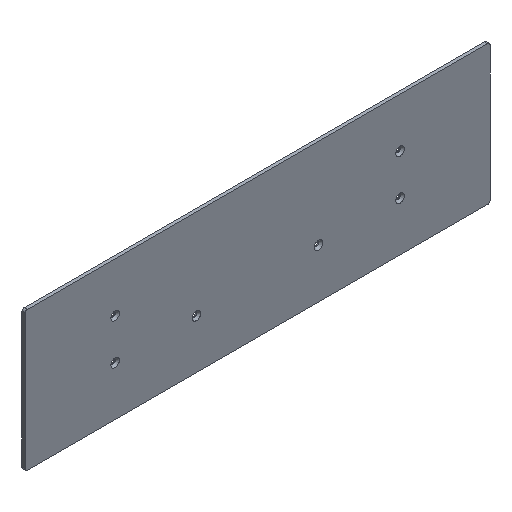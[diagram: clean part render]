
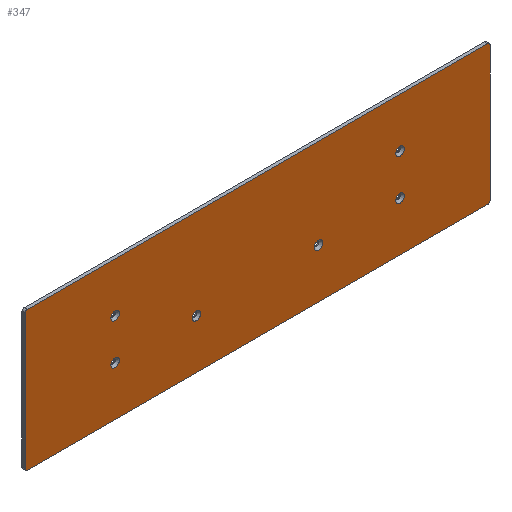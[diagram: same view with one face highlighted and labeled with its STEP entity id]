
A CAD part, isometric view. The second image highlights one B-rep face of the part: STEP entity #347.
In plain terms, the highlighted planar face has unit normal (0, -1, 0).
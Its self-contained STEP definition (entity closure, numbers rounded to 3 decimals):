
#31=FACE_BOUND('',#78,.T.);
#32=FACE_BOUND('',#79,.T.);
#33=FACE_BOUND('',#80,.T.);
#34=FACE_BOUND('',#81,.T.);
#35=FACE_BOUND('',#82,.T.);
#36=FACE_BOUND('',#83,.T.);
#55=FACE_OUTER_BOUND('',#77,.T.);
#77=EDGE_LOOP('',(#257,#258,#259,#260,#261,#262,#263,#264));
#78=EDGE_LOOP('',(#265));
#79=EDGE_LOOP('',(#266));
#80=EDGE_LOOP('',(#267));
#81=EDGE_LOOP('',(#268));
#82=EDGE_LOOP('',(#269));
#83=EDGE_LOOP('',(#270));
#123=CIRCLE('',#372,1.);
#124=CIRCLE('',#373,1.);
#125=CIRCLE('',#374,1.);
#126=CIRCLE('',#375,1.);
#127=CIRCLE('',#376,2.);
#128=CIRCLE('',#377,2.);
#129=CIRCLE('',#378,2.);
#130=CIRCLE('',#379,2.);
#131=CIRCLE('',#380,2.);
#132=CIRCLE('',#381,2.);
#149=LINE('',#537,#165);
#150=LINE('',#541,#166);
#151=LINE('',#545,#167);
#152=LINE('',#549,#168);
#165=VECTOR('',#423,10.);
#166=VECTOR('',#426,10.);
#167=VECTOR('',#429,10.);
#168=VECTOR('',#432,10.);
#181=VERTEX_POINT('',#535);
#182=VERTEX_POINT('',#536);
#183=VERTEX_POINT('',#538);
#184=VERTEX_POINT('',#540);
#185=VERTEX_POINT('',#542);
#186=VERTEX_POINT('',#544);
#187=VERTEX_POINT('',#546);
#188=VERTEX_POINT('',#548);
#189=VERTEX_POINT('',#551);
#190=VERTEX_POINT('',#553);
#191=VERTEX_POINT('',#555);
#192=VERTEX_POINT('',#557);
#193=VERTEX_POINT('',#559);
#194=VERTEX_POINT('',#561);
#215=EDGE_CURVE('',#181,#182,#149,.T.);
#216=EDGE_CURVE('',#183,#182,#123,.T.);
#217=EDGE_CURVE('',#183,#184,#150,.T.);
#218=EDGE_CURVE('',#185,#184,#124,.T.);
#219=EDGE_CURVE('',#185,#186,#151,.T.);
#220=EDGE_CURVE('',#187,#186,#125,.T.);
#221=EDGE_CURVE('',#187,#188,#152,.T.);
#222=EDGE_CURVE('',#181,#188,#126,.T.);
#223=EDGE_CURVE('',#189,#189,#127,.T.);
#224=EDGE_CURVE('',#190,#190,#128,.T.);
#225=EDGE_CURVE('',#191,#191,#129,.T.);
#226=EDGE_CURVE('',#192,#192,#130,.T.);
#227=EDGE_CURVE('',#193,#193,#131,.T.);
#228=EDGE_CURVE('',#194,#194,#132,.T.);
#257=ORIENTED_EDGE('',*,*,#215,.T.);
#258=ORIENTED_EDGE('',*,*,#216,.F.);
#259=ORIENTED_EDGE('',*,*,#217,.T.);
#260=ORIENTED_EDGE('',*,*,#218,.F.);
#261=ORIENTED_EDGE('',*,*,#219,.T.);
#262=ORIENTED_EDGE('',*,*,#220,.F.);
#263=ORIENTED_EDGE('',*,*,#221,.T.);
#264=ORIENTED_EDGE('',*,*,#222,.F.);
#265=ORIENTED_EDGE('',*,*,#223,.T.);
#266=ORIENTED_EDGE('',*,*,#224,.T.);
#267=ORIENTED_EDGE('',*,*,#225,.T.);
#268=ORIENTED_EDGE('',*,*,#226,.T.);
#269=ORIENTED_EDGE('',*,*,#227,.T.);
#270=ORIENTED_EDGE('',*,*,#228,.T.);
#341=PLANE('',#371);
#347=ADVANCED_FACE('',(#55,#31,#32,#33,#34,#35,#36),#341,.T.);
#371=AXIS2_PLACEMENT_3D('',#534,#421,#422);
#372=AXIS2_PLACEMENT_3D('',#539,#424,#425);
#373=AXIS2_PLACEMENT_3D('',#543,#427,#428);
#374=AXIS2_PLACEMENT_3D('',#547,#430,#431);
#375=AXIS2_PLACEMENT_3D('',#550,#433,#434);
#376=AXIS2_PLACEMENT_3D('',#552,#435,#436);
#377=AXIS2_PLACEMENT_3D('',#554,#437,#438);
#378=AXIS2_PLACEMENT_3D('',#556,#439,#440);
#379=AXIS2_PLACEMENT_3D('',#558,#441,#442);
#380=AXIS2_PLACEMENT_3D('',#560,#443,#444);
#381=AXIS2_PLACEMENT_3D('',#562,#445,#446);
#421=DIRECTION('center_axis',(0.,-1.,0.));
#422=DIRECTION('ref_axis',(0.,0.,1.));
#423=DIRECTION('',(1.,0.,0.));
#424=DIRECTION('center_axis',(0.,1.,0.));
#425=DIRECTION('ref_axis',(0.707,0.,-0.707));
#426=DIRECTION('',(0.,0.,1.));
#427=DIRECTION('center_axis',(0.,1.,0.));
#428=DIRECTION('ref_axis',(0.707,0.,0.707));
#429=DIRECTION('',(-1.,0.,0.));
#430=DIRECTION('center_axis',(0.,1.,0.));
#431=DIRECTION('ref_axis',(-0.707,0.,0.707));
#432=DIRECTION('',(0.,0.,-1.));
#433=DIRECTION('center_axis',(0.,1.,0.));
#434=DIRECTION('ref_axis',(-0.707,0.,-0.707));
#435=DIRECTION('center_axis',(0.,1.,0.));
#436=DIRECTION('ref_axis',(0.,0.,1.));
#437=DIRECTION('center_axis',(0.,1.,0.));
#438=DIRECTION('ref_axis',(0.,0.,1.));
#439=DIRECTION('center_axis',(0.,1.,0.));
#440=DIRECTION('ref_axis',(0.,0.,1.));
#441=DIRECTION('center_axis',(0.,1.,0.));
#442=DIRECTION('ref_axis',(0.,0.,1.));
#443=DIRECTION('center_axis',(0.,1.,0.));
#444=DIRECTION('ref_axis',(0.,0.,1.));
#445=DIRECTION('center_axis',(0.,1.,0.));
#446=DIRECTION('ref_axis',(0.,0.,1.));
#534=CARTESIAN_POINT('Origin',(331.269,-1.5,189.71));
#535=CARTESIAN_POINT('',(223.493,-1.5,157.135));
#536=CARTESIAN_POINT('',(439.044,-1.5,157.135));
#537=CARTESIAN_POINT('',(440.044,-1.5,157.135));
#538=CARTESIAN_POINT('',(440.044,-1.5,158.135));
#539=CARTESIAN_POINT('Origin',(439.044,-1.5,158.135));
#540=CARTESIAN_POINT('',(440.044,-1.5,221.286));
#541=CARTESIAN_POINT('',(440.044,-1.5,222.286));
#542=CARTESIAN_POINT('',(439.044,-1.5,222.286));
#543=CARTESIAN_POINT('Origin',(439.044,-1.5,221.286));
#544=CARTESIAN_POINT('',(223.493,-1.5,222.286));
#545=CARTESIAN_POINT('',(222.493,-1.5,222.286));
#546=CARTESIAN_POINT('',(222.493,-1.5,221.286));
#547=CARTESIAN_POINT('Origin',(223.493,-1.5,221.286));
#548=CARTESIAN_POINT('',(222.493,-1.5,158.135));
#549=CARTESIAN_POINT('',(222.493,-1.5,157.135));
#550=CARTESIAN_POINT('Origin',(223.493,-1.5,158.135));
#551=CARTESIAN_POINT('',(264.594,-1.5,201.235));
#552=CARTESIAN_POINT('Origin',(264.594,-1.5,199.235));
#553=CARTESIAN_POINT('',(264.594,-1.5,182.185));
#554=CARTESIAN_POINT('Origin',(264.594,-1.5,180.185));
#555=CARTESIAN_POINT('',(302.694,-1.5,182.185));
#556=CARTESIAN_POINT('Origin',(302.694,-1.5,180.185));
#557=CARTESIAN_POINT('',(359.844,-1.5,182.185));
#558=CARTESIAN_POINT('Origin',(359.844,-1.5,180.185));
#559=CARTESIAN_POINT('',(397.944,-1.5,201.235));
#560=CARTESIAN_POINT('Origin',(397.944,-1.5,199.235));
#561=CARTESIAN_POINT('',(397.944,-1.5,182.185));
#562=CARTESIAN_POINT('Origin',(397.944,-1.5,180.185));
